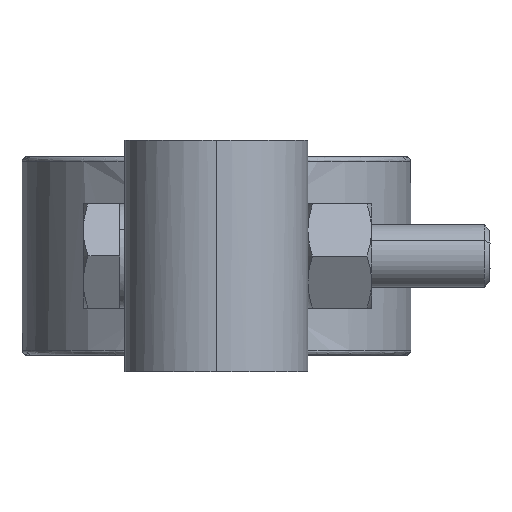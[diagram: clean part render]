
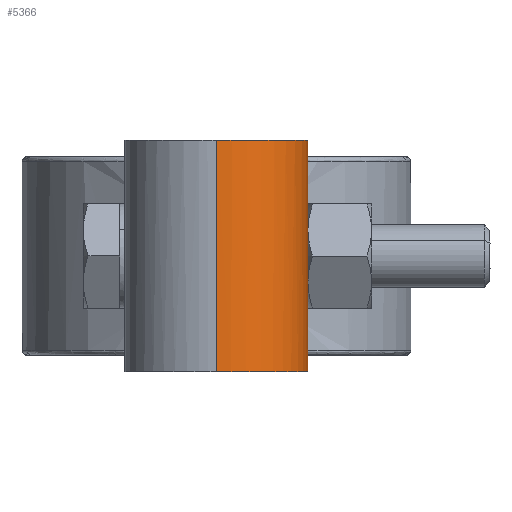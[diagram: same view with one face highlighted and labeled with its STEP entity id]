
A CAD part, left-side view. The second image highlights one B-rep face of the part: STEP entity #5366.
In plain terms, the highlighted free-form (B-spline) face has degree [1, 3] with [2, 4] control points.
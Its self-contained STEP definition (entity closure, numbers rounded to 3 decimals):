
#566 = CARTESIAN_POINT ( 'NONE',  ( -71.47, -0.576, 11.11 ) ) ;
#807 = CARTESIAN_POINT ( 'NONE',  ( -70.312, -4.394, 11.11 ) ) ;
#986 = CARTESIAN_POINT ( 'NONE',  ( -71.47, 0., 11.11 ) ) ;
#1018 =( BOUNDED_SURFACE ( )  B_SPLINE_SURFACE ( 1, 3, ( 
 ( #11892, #2305, #9084, #2150 ),
 ( #1215, #3188, #8111, #12054 ) ),
 .UNSPECIFIED., .F., .F., .T. ) 
 B_SPLINE_SURFACE_WITH_KNOTS ( ( 2, 2 ),
 ( 4, 4 ),
 ( 0., 1. ),
 ( 0., 1. ),
 .UNSPECIFIED. ) 
 GEOMETRIC_REPRESENTATION_ITEM ( )  RATIONAL_B_SPLINE_SURFACE ( (
 ( 1., 0.805, 0.805, 1.),
 ( 1., 0.805, 0.805, 1.) ) ) 
 REPRESENTATION_ITEM ( '' )  SURFACE ( )  );
#1215 = CARTESIAN_POINT ( 'NONE',  ( -62.7, -8.77, -11.11 ) ) ;
#1576 = B_SPLINE_CURVE_WITH_KNOTS ( 'NONE', 1,
 ( #5816, #7826 ),
 .UNSPECIFIED., .F., .F.,
 ( 2, 2 ),
 ( -1., 0. ),
 .UNSPECIFIED. ) ;
#1604 = CARTESIAN_POINT ( 'NONE',  ( -71.189, -2.276, 11.11 ) ) ;
#1835 = CARTESIAN_POINT ( 'NONE',  ( -62.7, -8.77, 11.11 ) ) ;
#2150 = CARTESIAN_POINT ( 'NONE',  ( -71.47, 0., 11.11 ) ) ;
#2305 = CARTESIAN_POINT ( 'NONE',  ( -67.837, -8.77, 11.11 ) ) ;
#2323 = FACE_OUTER_BOUND ( 'NONE', #12451, .T. ) ;
#2354 = EDGE_CURVE ( 'NONE', #2782, #3322, #1576, .T. ) ;
#2782 = VERTEX_POINT ( 'NONE', #9425 ) ;
#2825 = CARTESIAN_POINT ( 'NONE',  ( -63.276, -8.77, 11.11 ) ) ;
#2950 = CARTESIAN_POINT ( 'NONE',  ( -69.672, -5.351, 11.11 ) ) ;
#3019 = VERTEX_POINT ( 'NONE', #3818 ) ;
#3188 = CARTESIAN_POINT ( 'NONE',  ( -67.837, -8.77, -11.11 ) ) ;
#3322 = VERTEX_POINT ( 'NONE', #986 ) ;
#3367 =( BOUNDED_CURVE ( )  B_SPLINE_CURVE ( 3, ( #3831, #11617, #3655, #5882 ),
 .UNSPECIFIED., .F., .F. ) 
 B_SPLINE_CURVE_WITH_KNOTS ( ( 4, 4 ),
 ( -4.712, -3.142 ),
 .UNSPECIFIED. ) 
 CURVE ( )  GEOMETRIC_REPRESENTATION_ITEM ( )  RATIONAL_B_SPLINE_CURVE ( ( 1., 0.805, 0.805, 1. ) ) 
 REPRESENTATION_ITEM ( '' )  );
#3655 = CARTESIAN_POINT ( 'NONE',  ( -67.837, -8.77, -11.11 ) ) ;
#3673 = ORIENTED_EDGE ( 'NONE', *, *, #5726, .T. ) ;
#3786 = CARTESIAN_POINT ( 'NONE',  ( -62.7, -8.77, -11.11 ) ) ;
#3818 = CARTESIAN_POINT ( 'NONE',  ( -62.7, -8.77, 11.11 ) ) ;
#3831 = CARTESIAN_POINT ( 'NONE',  ( -71.47, 0., -11.11 ) ) ;
#3909 = CARTESIAN_POINT ( 'NONE',  ( -69.309, -5.794, 11.11 ) ) ;
#4507 = CARTESIAN_POINT ( 'NONE',  ( -71.47, 0., 11.11 ) ) ;
#4542 = CARTESIAN_POINT ( 'NONE',  ( -70.582, -3.888, 11.11 ) ) ;
#4865 = CARTESIAN_POINT ( 'NONE',  ( -63.846, -8.714, 11.11 ) ) ;
#5366 = ADVANCED_FACE ( 'NONE', ( #2323 ), #1018, .F. ) ;
#5725 = CARTESIAN_POINT ( 'NONE',  ( -68.494, -6.609, 11.11 ) ) ;
#5726 = EDGE_CURVE ( 'NONE', #2782, #11801, #3367, .T. ) ;
#5733 = ORIENTED_EDGE ( 'NONE', *, *, #6270, .T. ) ;
#5806 = CARTESIAN_POINT ( 'NONE',  ( -64.976, -8.489, 11.11 ) ) ;
#5816 = CARTESIAN_POINT ( 'NONE',  ( -71.47, 0., -11.11 ) ) ;
#5882 = CARTESIAN_POINT ( 'NONE',  ( -62.7, -8.77, -11.11 ) ) ;
#6270 = EDGE_CURVE ( 'NONE', #11801, #3019, #7063, .T. ) ;
#6575 = ORIENTED_EDGE ( 'NONE', *, *, #2354, .F. ) ;
#7063 = B_SPLINE_CURVE_WITH_KNOTS ( 'NONE', 1,
 ( #10737, #10849 ),
 .UNSPECIFIED., .F., .F.,
 ( 2, 2 ),
 ( -1., 0. ),
 .UNSPECIFIED. ) ;
#7481 = EDGE_CURVE ( 'NONE', #3322, #3019, #10323, .T. ) ;
#7726 = CARTESIAN_POINT ( 'NONE',  ( -66.588, -7.882, 11.11 ) ) ;
#7826 = CARTESIAN_POINT ( 'NONE',  ( -71.47, 0., 11.11 ) ) ;
#7857 = CARTESIAN_POINT ( 'NONE',  ( -67.094, -7.612, 11.11 ) ) ;
#8111 = CARTESIAN_POINT ( 'NONE',  ( -71.47, -5.137, -11.11 ) ) ;
#8786 = CARTESIAN_POINT ( 'NONE',  ( -65.524, -8.323, 11.11 ) ) ;
#9084 = CARTESIAN_POINT ( 'NONE',  ( -71.47, -5.137, 11.11 ) ) ;
#9425 = CARTESIAN_POINT ( 'NONE',  ( -71.47, 0., -11.11 ) ) ;
#9451 = CARTESIAN_POINT ( 'NONE',  ( -71.414, -1.146, 11.11 ) ) ;
#10094 = ORIENTED_EDGE ( 'NONE', *, *, #7481, .F. ) ;
#10323 = B_SPLINE_CURVE_WITH_KNOTS ( 'NONE', 3,
 ( #4507, #566, #9451, #1604, #11401, #4542, #807, #2950, #3909, #5725, #12641, #7857, #7726, #8786, #5806, #4865, #2825, #1835 ),
 .UNSPECIFIED., .F., .F.,
 ( 4, 2, 2, 2, 2, 2, 2, 2, 4 ),
 ( 3.142, 3.338, 3.534, 3.731, 3.927, 4.123, 4.32, 4.516, 4.712 ),
 .UNSPECIFIED. ) ;
#10737 = CARTESIAN_POINT ( 'NONE',  ( -62.7, -8.77, -11.11 ) ) ;
#10849 = CARTESIAN_POINT ( 'NONE',  ( -62.7, -8.77, 11.11 ) ) ;
#11401 = CARTESIAN_POINT ( 'NONE',  ( -71.023, -2.824, 11.11 ) ) ;
#11617 = CARTESIAN_POINT ( 'NONE',  ( -71.47, -5.137, -11.11 ) ) ;
#11801 = VERTEX_POINT ( 'NONE', #3786 ) ;
#11892 = CARTESIAN_POINT ( 'NONE',  ( -62.7, -8.77, 11.11 ) ) ;
#12054 = CARTESIAN_POINT ( 'NONE',  ( -71.47, 0., -11.11 ) ) ;
#12451 = EDGE_LOOP ( 'NONE', ( #6575, #3673, #5733, #10094 ) ) ;
#12641 = CARTESIAN_POINT ( 'NONE',  ( -68.051, -6.972, 11.11 ) ) ;
